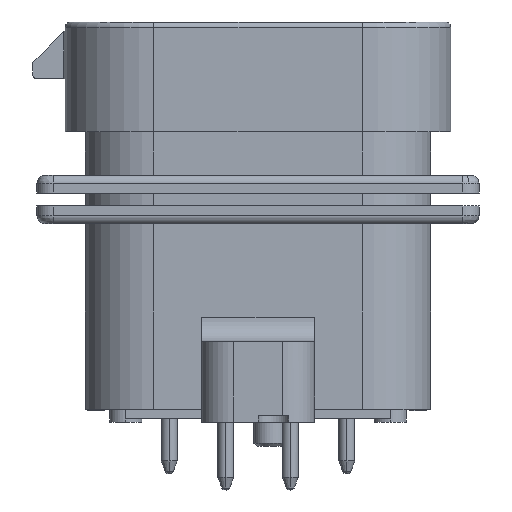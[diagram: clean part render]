
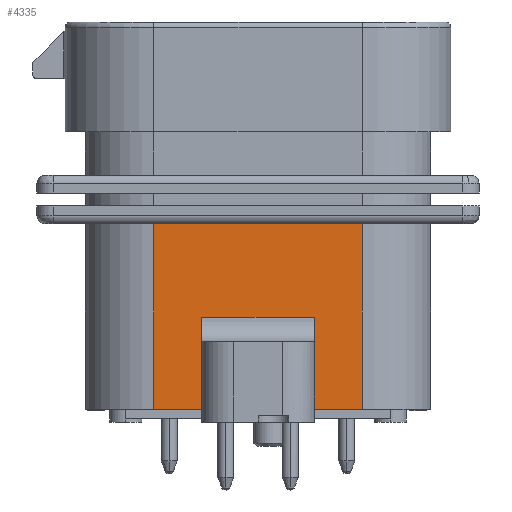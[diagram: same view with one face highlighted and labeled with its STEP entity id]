
A CAD part, left-side view. The second image highlights one B-rep face of the part: STEP entity #4335.
In plain terms, the highlighted planar face has unit normal (-1, 0, 0).
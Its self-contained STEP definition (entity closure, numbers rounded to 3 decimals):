
#4229=CARTESIAN_POINT('',(-16.25,6.45,-24.));
#4230=VERTEX_POINT('',#4229);
#4238=CARTESIAN_POINT('',(-16.25,6.45,-12.5));
#4239=VERTEX_POINT('',#4238);
#4240=CARTESIAN_POINT('',(-16.25,6.45,-24.));
#4241=DIRECTION('',(0.,0.,1.));
#4242=VECTOR('',#4241,11.5);
#4243=LINE('',#4240,#4242);
#4244=EDGE_CURVE('',#4230,#4239,#4243,.T.);
#4273=CARTESIAN_POINT('',(-16.25,-6.45,-19.5));
#4274=DIRECTION('',(0.,1.,0.));
#4275=DIRECTION('',(-1.,0.,0.));
#4276=AXIS2_PLACEMENT_3D('',#4273,#4275,#4274);
#4277=PLANE('',#4276);
#4278=CARTESIAN_POINT('',(-16.25,-3.5,-18.3));
#4279=VERTEX_POINT('',#4278);
#4280=CARTESIAN_POINT('',(-16.25,-3.5,-24.));
#4281=VERTEX_POINT('',#4280);
#4282=CARTESIAN_POINT('',(-16.25,-3.5,-18.3));
#4283=DIRECTION('',(0.,0.,-1.));
#4284=VECTOR('',#4283,5.7);
#4285=LINE('',#4282,#4284);
#4286=EDGE_CURVE('',#4279,#4281,#4285,.T.);
#4287=ORIENTED_EDGE('',*,*,#4286,.T.);
#4288=CARTESIAN_POINT('',(-16.25,-6.45,-24.));
#4289=VERTEX_POINT('',#4288);
#4290=CARTESIAN_POINT('',(-16.25,-3.5,-24.));
#4291=DIRECTION('',(0.,-1.,0.));
#4292=VECTOR('',#4291,2.95);
#4293=LINE('',#4290,#4292);
#4294=EDGE_CURVE('',#4281,#4289,#4293,.T.);
#4295=ORIENTED_EDGE('',*,*,#4294,.T.);
#4296=CARTESIAN_POINT('',(-16.25,-6.45,-12.5));
#4297=VERTEX_POINT('',#4296);
#4298=CARTESIAN_POINT('',(-16.25,-6.45,-24.));
#4299=DIRECTION('',(0.,0.,1.));
#4300=VECTOR('',#4299,11.5);
#4301=LINE('',#4298,#4300);
#4302=EDGE_CURVE('',#4289,#4297,#4301,.T.);
#4303=ORIENTED_EDGE('',*,*,#4302,.T.);
#4304=CARTESIAN_POINT('',(-16.25,-6.45,-12.5));
#4305=DIRECTION('',(0.,1.,0.));
#4306=VECTOR('',#4305,12.9);
#4307=LINE('',#4304,#4306);
#4308=EDGE_CURVE('',#4297,#4239,#4307,.T.);
#4309=ORIENTED_EDGE('',*,*,#4308,.T.);
#4310=ORIENTED_EDGE('',*,*,#4244,.F.);
#4311=CARTESIAN_POINT('',(-16.25,3.5,-24.));
#4312=VERTEX_POINT('',#4311);
#4313=CARTESIAN_POINT('',(-16.25,6.45,-24.));
#4314=DIRECTION('',(0.,-1.,0.));
#4315=VECTOR('',#4314,2.95);
#4316=LINE('',#4313,#4315);
#4317=EDGE_CURVE('',#4230,#4312,#4316,.T.);
#4318=ORIENTED_EDGE('',*,*,#4317,.T.);
#4319=CARTESIAN_POINT('',(-16.25,3.5,-18.3));
#4320=VERTEX_POINT('',#4319);
#4321=CARTESIAN_POINT('',(-16.25,3.5,-24.));
#4322=DIRECTION('',(0.,0.,1.));
#4323=VECTOR('',#4322,5.7);
#4324=LINE('',#4321,#4323);
#4325=EDGE_CURVE('',#4312,#4320,#4324,.T.);
#4326=ORIENTED_EDGE('',*,*,#4325,.T.);
#4327=CARTESIAN_POINT('',(-16.25,3.5,-18.3));
#4328=DIRECTION('',(0.,-1.,0.));
#4329=VECTOR('',#4328,7.);
#4330=LINE('',#4327,#4329);
#4331=EDGE_CURVE('',#4320,#4279,#4330,.T.);
#4332=ORIENTED_EDGE('',*,*,#4331,.T.);
#4333=EDGE_LOOP('',(#4287,#4295,#4303,#4309,#4310,#4318,#4326,#4332));
#4334=FACE_OUTER_BOUND('',#4333,.T.);
#4335=ADVANCED_FACE('',(#4334),#4277,.T.);
